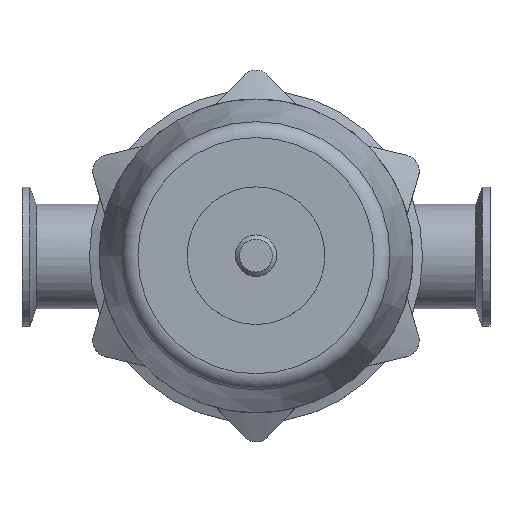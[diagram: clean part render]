
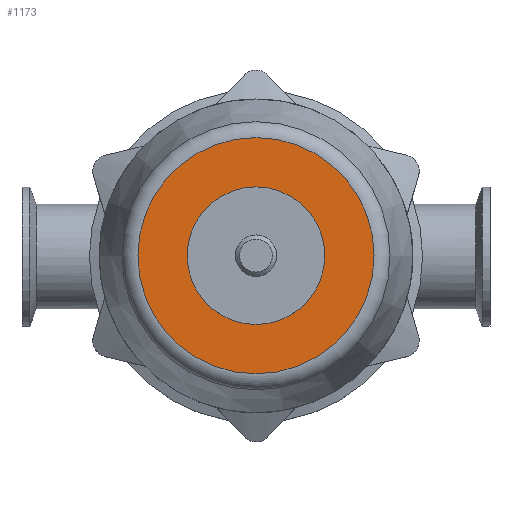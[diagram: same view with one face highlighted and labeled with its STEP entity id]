
A CAD part, top view. The second image highlights one B-rep face of the part: STEP entity #1173.
In plain terms, the highlighted planar face has unit normal (0, 0, 1).
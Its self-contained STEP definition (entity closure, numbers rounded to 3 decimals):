
#18=FACE_BOUND('',#251,.T.);
#68=CIRCLE('',#1281,42.895);
#69=CIRCLE('',#1283,25.);
#174=FACE_OUTER_BOUND('',#250,.T.);
#250=EDGE_LOOP('',(#858));
#251=EDGE_LOOP('',(#859));
#527=VERTEX_POINT('',#2100);
#528=VERTEX_POINT('',#2104);
#654=EDGE_CURVE('',#527,#527,#68,.T.);
#655=EDGE_CURVE('',#528,#528,#69,.T.);
#858=ORIENTED_EDGE('',*,*,#654,.F.);
#859=ORIENTED_EDGE('',*,*,#655,.T.);
#1094=PLANE('',#1282);
#1173=ADVANCED_FACE('',(#174,#18),#1094,.T.);
#1281=AXIS2_PLACEMENT_3D('',#2102,#1497,#1498);
#1282=AXIS2_PLACEMENT_3D('',#2103,#1499,#1500);
#1283=AXIS2_PLACEMENT_3D('',#2105,#1501,#1502);
#1497=DIRECTION('center_axis',(0.,0.,-1.));
#1498=DIRECTION('ref_axis',(1.,0.,0.));
#1499=DIRECTION('center_axis',(0.,0.,1.));
#1500=DIRECTION('ref_axis',(1.,0.,0.));
#1501=DIRECTION('center_axis',(0.,0.,-1.));
#1502=DIRECTION('ref_axis',(-1.,0.,0.));
#2100=CARTESIAN_POINT('',(42.895,0.,168.3));
#2102=CARTESIAN_POINT('Origin',(0.,0.,168.3));
#2103=CARTESIAN_POINT('Origin',(-36.25,0.,168.3));
#2104=CARTESIAN_POINT('',(25.,0.,168.3));
#2105=CARTESIAN_POINT('Origin',(0.,0.,168.3));
